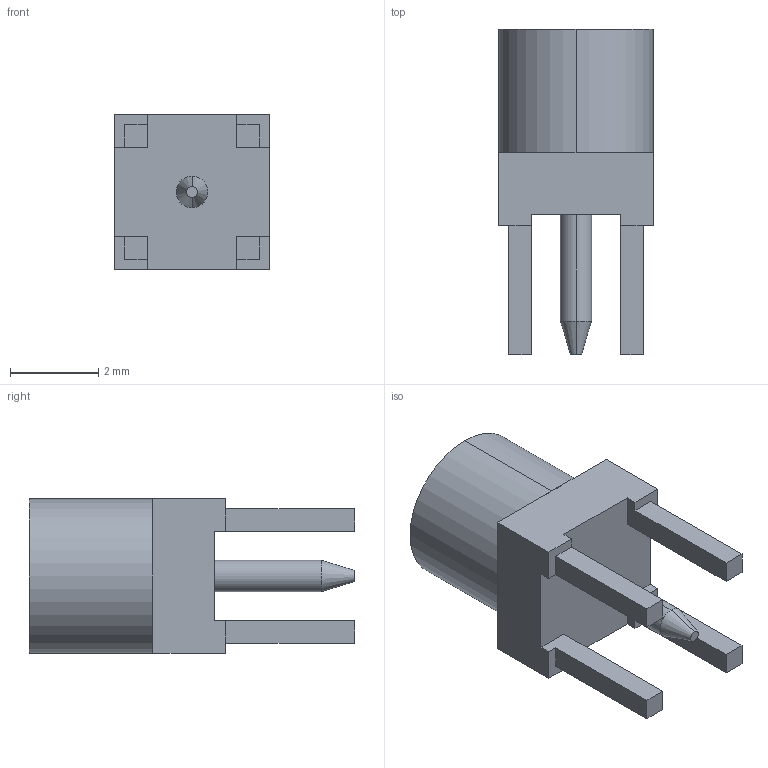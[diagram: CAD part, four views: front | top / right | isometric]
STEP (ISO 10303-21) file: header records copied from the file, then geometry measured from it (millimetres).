
FILE_DESCRIPTION (( 'STEP AP214' ), '1' );
FILE_NAME ('User Library-mmcx pcb.STEP', '2022-06-23T08:54:08', ( '' ), ( '' ), 'SwSTEP 2.0', 'SolidWorks 2021', '' );
FILE_SCHEMA (( 'AUTOMOTIVE_DESIGN' ));
Length unit declared in the file: millimetre
Products named in the file (1): User Library-mmcx pcb
Bounding box: 3.5 x 7.37 x 3.5 mm (x, y, z)
Volume: 32.1 mm3; surface area: 140.1 mm2
Topology: 1 solids, 1 shells, 57 faces, 138 edges, 88 vertices
Faces by surface type: plane 39, cylinder 14, cone 4
Entity records: 1682 total; most frequent: DIRECTION 286, CARTESIAN_POINT 284, ORIENTED_EDGE 276, EDGE_CURVE 138, VECTOR 106, LINE 106, AXIS2_PLACEMENT_3D 90, VERTEX_POINT 88
